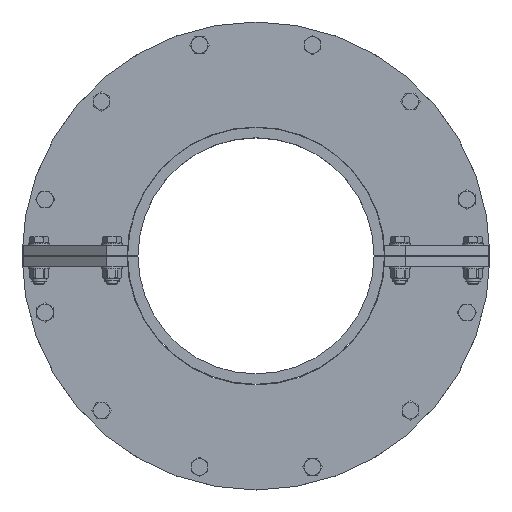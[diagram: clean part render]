
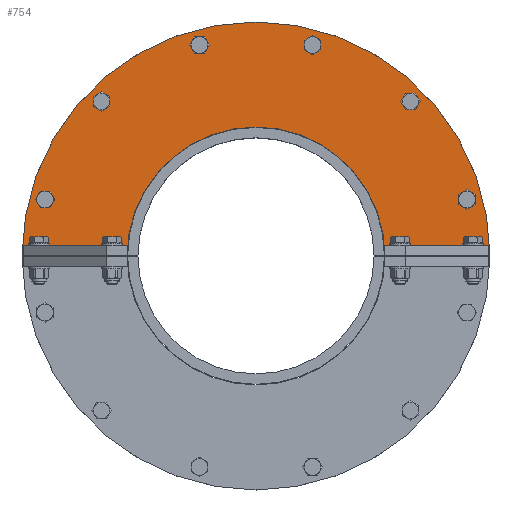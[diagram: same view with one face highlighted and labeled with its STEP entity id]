
A CAD part, top view. The second image highlights one B-rep face of the part: STEP entity #754.
In plain terms, the highlighted planar face has unit normal (0, 0, 1).
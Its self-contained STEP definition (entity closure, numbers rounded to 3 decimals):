
#404=CARTESIAN_POINT('',(225.,0.2,10.0));
#405=VERTEX_POINT('',#404);
#414=CARTESIAN_POINT('',(124.,0.2,10.0));
#415=VERTEX_POINT('',#414);
#416=CARTESIAN_POINT('',(124.,0.2,10.0));
#417=DIRECTION('',(1.0,0.0,0.0));
#418=VECTOR('',#417,101.);
#419=LINE('',#416,#418);
#420=EDGE_CURVE('',#415,#405,#419,.T.);
#446=CARTESIAN_POINT('',(-225.,0.2,10.0));
#447=VERTEX_POINT('',#446);
#462=CARTESIAN_POINT('',(-124.,0.2,10.0));
#463=VERTEX_POINT('',#462);
#470=CARTESIAN_POINT('',(-225.,0.2,10.0));
#471=DIRECTION('',(1.0,0.0,0.0));
#472=VECTOR('',#471,101.);
#473=LINE('',#470,#472);
#474=EDGE_CURVE('',#447,#463,#473,.T.);
#577=CARTESIAN_POINT('',(0.0,0.0,10.0));
#578=DIRECTION('',(0.0,0.0,-1.0));
#579=DIRECTION('',(-1.0,0.0,0.0));
#580=AXIS2_PLACEMENT_3D('',#577,#578,#579);
#581=CIRCLE('',#580,124.0);
#582=EDGE_CURVE('',#463,#415,#581,.T.);
#595=CARTESIAN_POINT('',(59.765,199.719,10.0));
#596=VERTEX_POINT('',#595);
#597=CARTESIAN_POINT('',(54.352,202.844,10.0));
#598=DIRECTION('',(0.0,0.0,-1.0));
#599=DIRECTION('',(0.866,-0.5,0.0));
#600=AXIS2_PLACEMENT_3D('',#597,#598,#599);
#601=CIRCLE('',#600,6.25);
#602=EDGE_CURVE('',#596,#596,#601,.T.);
#615=CARTESIAN_POINT('',(151.617,143.08,10.0));
#616=VERTEX_POINT('',#615);
#617=CARTESIAN_POINT('',(148.492,148.492,10.0));
#618=DIRECTION('',(0.0,0.0,-1.0));
#619=DIRECTION('',(0.5,-0.866,0.0));
#620=AXIS2_PLACEMENT_3D('',#617,#618,#619);
#621=CIRCLE('',#620,6.25);
#622=EDGE_CURVE('',#616,#616,#621,.T.);
#635=CARTESIAN_POINT('',(202.844,48.102,10.0));
#636=VERTEX_POINT('',#635);
#637=CARTESIAN_POINT('',(202.844,54.352,10.0));
#638=DIRECTION('',(0.0,0.0,-1.0));
#639=DIRECTION('',(0.0,-1.0,0.0));
#640=AXIS2_PLACEMENT_3D('',#637,#638,#639);
#641=CIRCLE('',#640,6.25);
#642=EDGE_CURVE('',#636,#636,#641,.T.);
#655=CARTESIAN_POINT('',(-199.719,59.765,10.0));
#656=VERTEX_POINT('',#655);
#657=CARTESIAN_POINT('',(-202.844,54.352,10.0));
#658=DIRECTION('',(0.0,0.0,-1.0));
#659=DIRECTION('',(0.5,0.866,0.0));
#660=AXIS2_PLACEMENT_3D('',#657,#658,#659);
#661=CIRCLE('',#660,6.25);
#662=EDGE_CURVE('',#656,#656,#661,.T.);
#675=CARTESIAN_POINT('',(-143.08,151.617,10.0));
#676=VERTEX_POINT('',#675);
#677=CARTESIAN_POINT('',(-148.492,148.492,10.0));
#678=DIRECTION('',(0.0,0.0,-1.0));
#679=DIRECTION('',(0.866,0.5,0.0));
#680=AXIS2_PLACEMENT_3D('',#677,#678,#679);
#681=CIRCLE('',#680,6.25);
#682=EDGE_CURVE('',#676,#676,#681,.T.);
#695=CARTESIAN_POINT('',(-48.102,202.844,10.0));
#696=VERTEX_POINT('',#695);
#697=CARTESIAN_POINT('',(-54.352,202.844,10.0));
#698=DIRECTION('',(0.0,0.0,-1.0));
#699=DIRECTION('',(1.0,0.0,0.0));
#700=AXIS2_PLACEMENT_3D('',#697,#698,#699);
#701=CIRCLE('',#700,6.25);
#702=EDGE_CURVE('',#696,#696,#701,.T.);
#713=CARTESIAN_POINT('',(0.0,0.0,10.0));
#714=DIRECTION('',(0.0,0.0,-1.0));
#715=DIRECTION('',(-1.0,0.0,0.0));
#716=AXIS2_PLACEMENT_3D('',#713,#714,#715);
#717=CIRCLE('',#716,225.0);
#718=EDGE_CURVE('',#447,#405,#717,.T.);
#725=CARTESIAN_POINT('',(0.0,0.0,10.0));
#726=DIRECTION('',(0.0,0.0,-1.0));
#727=DIRECTION('',(-1.0,0.0,0.0));
#728=AXIS2_PLACEMENT_3D('',#725,#726,#727);
#729=PLANE('',#728);
#730=ORIENTED_EDGE('',*,*,#474,.T.);
#731=ORIENTED_EDGE('',*,*,#582,.T.);
#732=ORIENTED_EDGE('',*,*,#420,.T.);
#733=ORIENTED_EDGE('',*,*,#718,.F.);
#734=EDGE_LOOP('',(#730,#731,#732,#733));
#735=FACE_OUTER_BOUND('',#734,.T.);
#736=ORIENTED_EDGE('',*,*,#602,.T.);
#737=EDGE_LOOP('',(#736));
#738=FACE_BOUND('',#737,.T.);
#739=ORIENTED_EDGE('',*,*,#622,.T.);
#740=EDGE_LOOP('',(#739));
#741=FACE_BOUND('',#740,.T.);
#742=ORIENTED_EDGE('',*,*,#642,.T.);
#743=EDGE_LOOP('',(#742));
#744=FACE_BOUND('',#743,.T.);
#745=ORIENTED_EDGE('',*,*,#662,.T.);
#746=EDGE_LOOP('',(#745));
#747=FACE_BOUND('',#746,.T.);
#748=ORIENTED_EDGE('',*,*,#682,.T.);
#749=EDGE_LOOP('',(#748));
#750=FACE_BOUND('',#749,.T.);
#751=ORIENTED_EDGE('',*,*,#702,.T.);
#752=EDGE_LOOP('',(#751));
#753=FACE_BOUND('',#752,.T.);
#754=ADVANCED_FACE('',(#735,#738,#741,#744,#747,#750,#753),#729,.F.);
